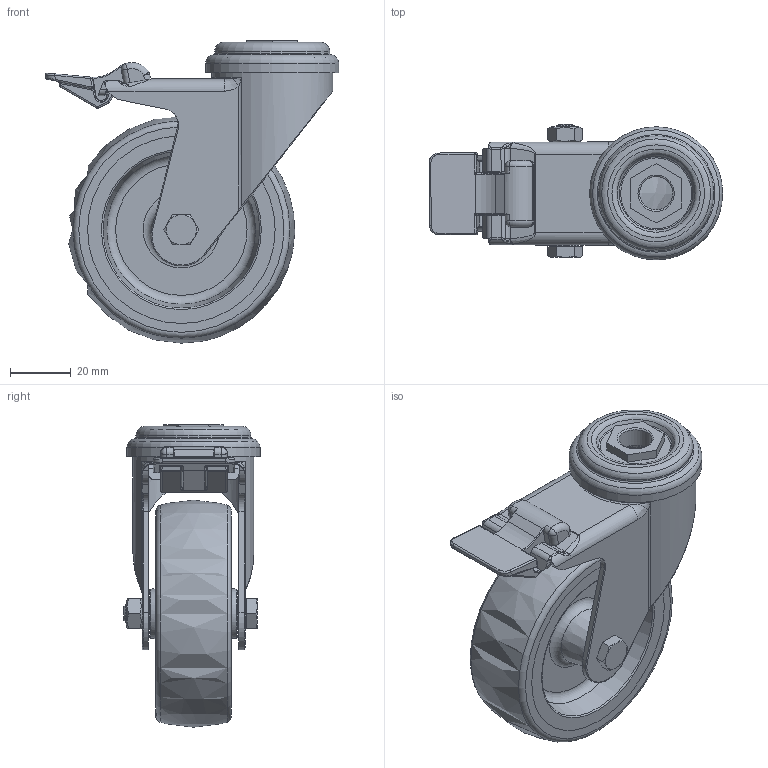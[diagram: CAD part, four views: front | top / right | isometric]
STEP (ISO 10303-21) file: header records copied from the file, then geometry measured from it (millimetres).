
FILE_DESCRIPTION(/* description */ (''),/* implementation_level */ '2;1');
FILE_NAME(/* name */ '517508ESD.stp',/* time_stamp */ '2013-12-08T23:05:20+01:00',/* author */ ('PC'),/* organization */ (''),/* preprocessor_version */ 'ST-DEVELOPER v15.2',/* originating_system */ 'Autodesk Inventor 2014',/* authorisation */ '');
FILE_SCHEMA (('AUTOMOTIVE_DESIGN { 1 0 10303 214 3 1 1 }'));
Length unit declared in the file: millimetre
Products named in the file (9): 517508-točna-brzda; 517508-nosič-brzda; 507508-vložka; 507508-ráfek; 507508-obruč; DIN 931-1 - M6 x 40; ISO 4032 - M6DIN EN; 517508-brzda; 517508ESD
Bounding box: 96.95 x 44.97 x 99.9 mm (x, y, z)
Volume: 98548.5 mm3; surface area: 57140.7 mm2
Topology: 8 solids, 8 shells, 548 faces, 1332 edges, 786 vertices
Faces by surface type: cylinder 207, plane 173, torus 65, bspline 55, sphere 25, cone 23
Full cylindrical faces by diameter (mm): 4.917 x1, 6 x1, 6.4 x1, 6.5 x2, 8 x1, 8.4 x1, 8.9 x1, 11 x1, 13 x1, 14 x1, 34 x1, 35 x1, 36 x2, 38 x1, 40 x1, 42 x1, 44 x1, 60 x2, 62 x4
Entity records: 17519 total; most frequent: CARTESIAN_POINT 5197, DIRECTION 2577, ORIENTED_EDGE 2432, EDGE_CURVE 1216, AXIS2_PLACEMENT_3D 1037, VERTEX_POINT 780, EDGE_LOOP 660, ADVANCED_FACE 548
